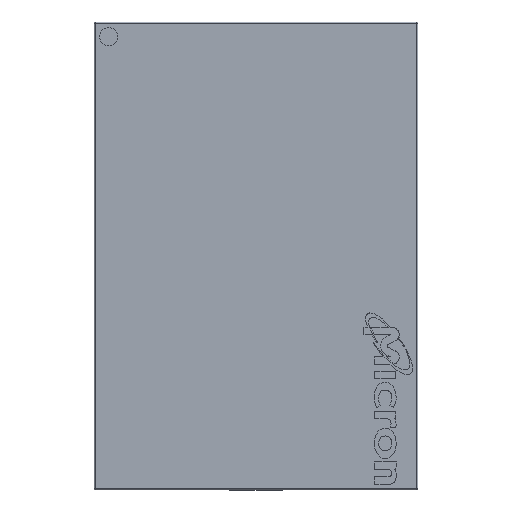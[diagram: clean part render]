
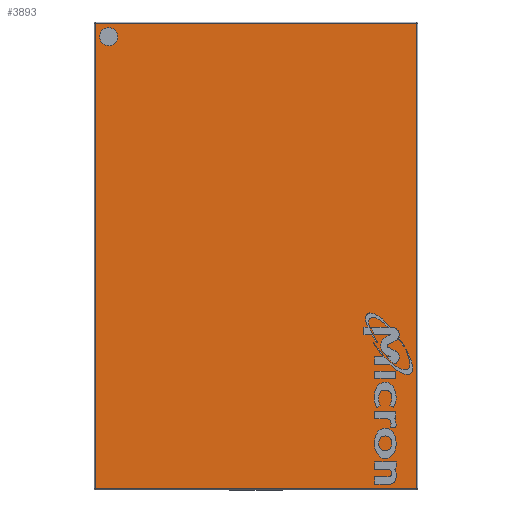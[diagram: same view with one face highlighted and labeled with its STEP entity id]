
A CAD part, top view. The second image highlights one B-rep face of the part: STEP entity #3893.
In plain terms, the highlighted planar face has unit normal (0, 0, 1).
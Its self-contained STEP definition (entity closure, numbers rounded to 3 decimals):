
#557=PLANE('',#4440);
#623=LINE('',#5907,#840);
#628=LINE('',#5929,#845);
#633=LINE('',#5936,#850);
#637=LINE('',#5942,#854);
#840=VECTOR('',#4897,10.);
#845=VECTOR('',#4924,10.);
#850=VECTOR('',#4933,10.);
#854=VECTOR('',#4941,10.);
#1122=FACE_OUTER_BOUND('',#1389,.T.);
#1389=EDGE_LOOP('',(#2909,#2910,#2911,#2912));
#1791=VERTEX_POINT('',#5853);
#1806=VERTEX_POINT('',#5895);
#1809=VERTEX_POINT('',#5902);
#1813=VERTEX_POINT('',#5922);
#2275=EDGE_CURVE('',#1791,#1809,#623,.T.);
#2286=EDGE_CURVE('',#1813,#1806,#628,.T.);
#2291=EDGE_CURVE('',#1809,#1813,#633,.T.);
#2295=EDGE_CURVE('',#1806,#1791,#637,.T.);
#2909=ORIENTED_EDGE('',*,*,#2286,.F.);
#2910=ORIENTED_EDGE('',*,*,#2291,.F.);
#2911=ORIENTED_EDGE('',*,*,#2275,.F.);
#2912=ORIENTED_EDGE('',*,*,#2295,.F.);
#3893=ADVANCED_FACE('',(#1122),#557,.T.);
#4440=AXIS2_PLACEMENT_3D('',#5981,#4998,#4999);
#4897=DIRECTION('',(0.,1.,0.));
#4924=DIRECTION('',(0.,-1.,0.));
#4933=DIRECTION('',(1.,0.,0.));
#4941=DIRECTION('',(-1.,0.,0.));
#4998=DIRECTION('center_axis',(0.,0.,1.));
#4999=DIRECTION('ref_axis',(1.,0.,0.));
#5853=CARTESIAN_POINT('',(-4.465,-6.465,1.2));
#5895=CARTESIAN_POINT('',(4.465,-6.465,1.2));
#5902=CARTESIAN_POINT('',(-4.465,6.465,1.2));
#5907=CARTESIAN_POINT('',(-4.465,0.,1.2));
#5922=CARTESIAN_POINT('',(4.465,6.465,1.2));
#5929=CARTESIAN_POINT('',(4.465,0.,1.2));
#5936=CARTESIAN_POINT('',(-2.25,6.465,1.2));
#5942=CARTESIAN_POINT('',(-2.25,-6.465,1.2));
#5981=CARTESIAN_POINT('Origin',(-4.5,0.,1.2));
